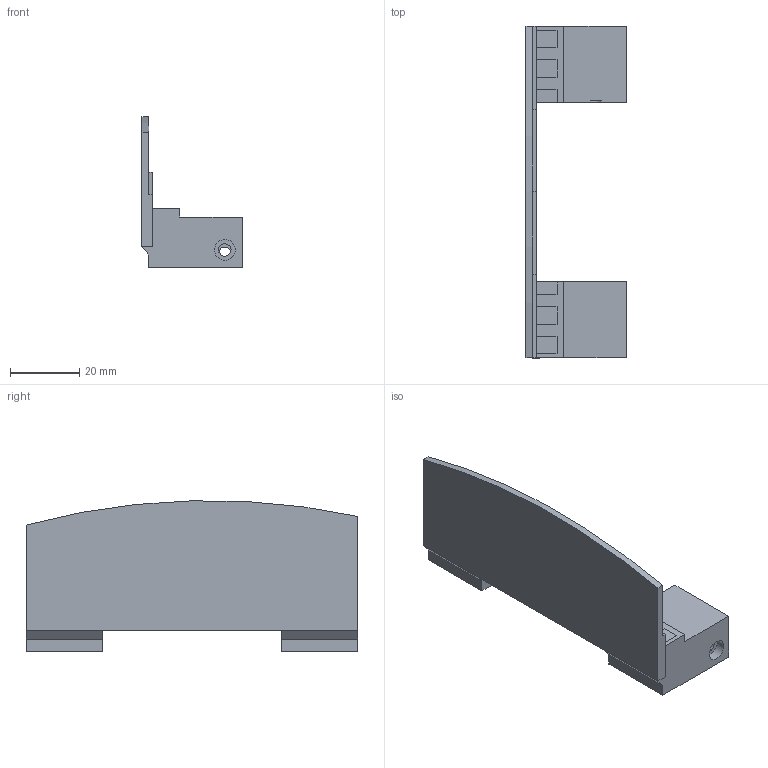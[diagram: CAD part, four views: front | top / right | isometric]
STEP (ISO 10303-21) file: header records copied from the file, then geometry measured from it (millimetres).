
FILE_DESCRIPTION(/* description */ (''),/* implementation_level */ '2;1');
FILE_NAME(/* name */ 'four_fingers_upper_palm.stp',/* time_stamp */ '2025-01-01T17:40:03-05:00',/* author */ ('Kenny'),/* organization */ (''),/* preprocessor_version */ 'ST-DEVELOPER v20',/* originating_system */ 'Autodesk Inventor 2025',/* authorisation */ '');
FILE_SCHEMA (('AUTOMOTIVE_DESIGN { 1 0 10303 214 3 1 1 }'));
Length unit declared in the file: millimetre
Products named in the file (4): front_assembly_new_MIR; hard_front_left_new_MIR2; hard_front_right_new_MIR2; soft_front_big_new_MIR2
Assembly tree (3 placements, depth 2):
  front_assembly_new_MIR
    hard_front_left_new_MIR2
    hard_front_right_new_MIR2
    soft_front_big_new_MIR2
Bounding box: 29.01 x 96 x 43.5 mm (x, y, z)
Volume: 20219.5 mm3; surface area: 15252.8 mm2
Topology: 3 solids, 3 shells, 107 faces, 345 edges, 231 vertices
Faces by surface type: plane 99, cylinder 8
Full cylindrical faces by diameter (mm): 3.6 x2, 6 x2
Entity records: 3982 total; most frequent: ORIENTED_EDGE 690, CARTESIAN_POINT 690, DIRECTION 589, EDGE_CURVE 345, LINE 329, VECTOR 329, VERTEX_POINT 230, AXIS2_PLACEMENT_3D 130
